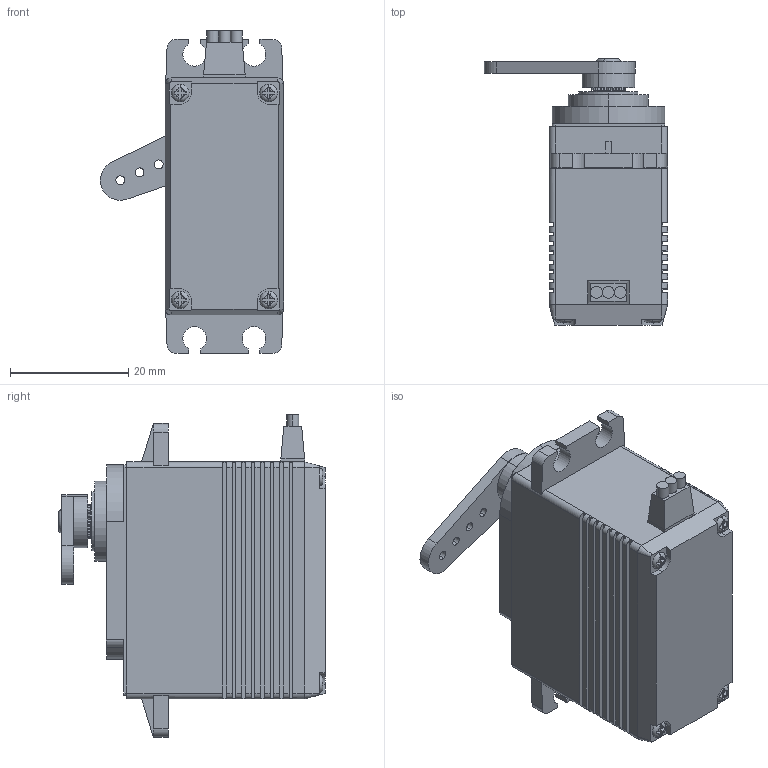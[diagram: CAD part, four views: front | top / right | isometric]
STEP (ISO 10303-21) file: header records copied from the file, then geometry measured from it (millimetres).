
FILE_DESCRIPTION (( 'STEP AP203' ), '1' );
FILE_NAME ('Assembly.STEP', '2015-10-29T08:43:06', ( 'admin' ), ( 'Hewlett-Packard Company' ), 'SwSTEP 2.0', 'SolidWorks 2015', '' );
FILE_SCHEMA (( 'CONFIG_CONTROL_DESIGN' ));
Length unit declared in the file: millimetre
Products named in the file (3): Hitec HS-7955TG; Hitec Servo Arm Alluminium; Assembly
Assembly tree (2 placements, depth 2):
  Assembly
    Hitec HS-7955TG
    Hitec Servo Arm Alluminium
Bounding box: 30.93 x 45 x 54.5 mm (x, y, z)
Volume: 29724.2 mm3; surface area: 8746.3 mm2
Topology: 12 solids, 12 shells, 707 faces, 1843 edges, 1135 vertices
Faces by surface type: plane 400, cylinder 196, cone 101, torus 10
Entity records: 21602 total; most frequent: CARTESIAN_POINT 3823, DIRECTION 3763, ORIENTED_EDGE 3616, EDGE_CURVE 1808, AXIS2_PLACEMENT_3D 1299, LINE 1165, VECTOR 1165, VERTEX_POINT 1135
